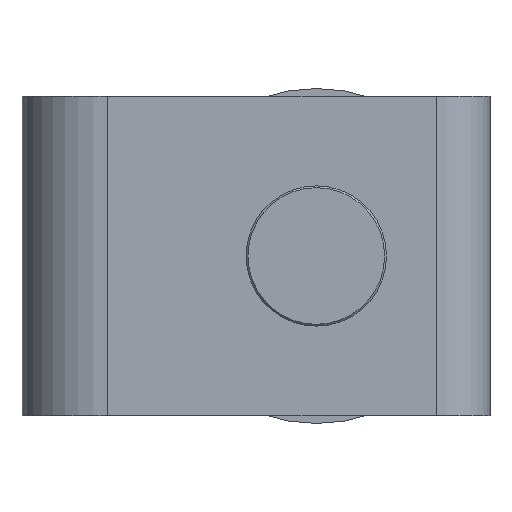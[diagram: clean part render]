
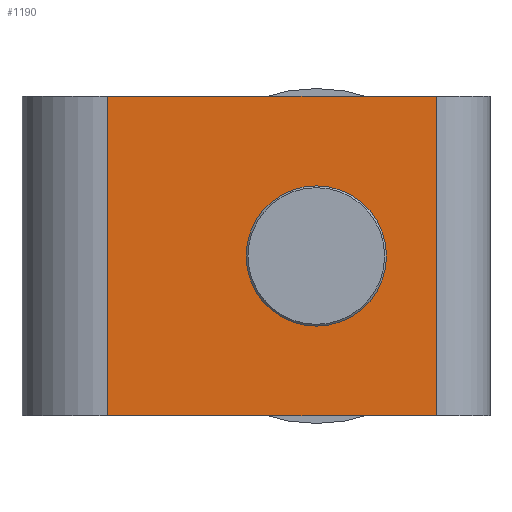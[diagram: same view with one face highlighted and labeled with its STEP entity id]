
A CAD part, front view. The second image highlights one B-rep face of the part: STEP entity #1190.
In plain terms, the highlighted face is planar.
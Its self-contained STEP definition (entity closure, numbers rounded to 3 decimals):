
#68=FACE_BOUND('',#222,.T.);
#93=PLANE('',#1400);
#149=FACE_OUTER_BOUND('',#221,.T.);
#221=EDGE_LOOP('',(#1003,#1004,#1005,#1006));
#222=EDGE_LOOP('',(#1007,#1008));
#298=LINE('',#2005,#391);
#316=LINE('',#2056,#409);
#318=LINE('',#2062,#411);
#322=LINE('',#2074,#415);
#391=VECTOR('',#1634,10.);
#409=VECTOR('',#1690,10.);
#411=VECTOR('',#1696,10.);
#415=VECTOR('',#1712,10.);
#477=CIRCLE('',#1397,4.188);
#478=CIRCLE('',#1398,4.188);
#560=VERTEX_POINT('',#2002);
#561=VERTEX_POINT('',#2004);
#575=VERTEX_POINT('',#2054);
#576=VERTEX_POINT('',#2058);
#578=VERTEX_POINT('',#2066);
#579=VERTEX_POINT('',#2067);
#697=EDGE_CURVE('',#561,#560,#298,.T.);
#723=EDGE_CURVE('',#575,#560,#316,.T.);
#726=EDGE_CURVE('',#561,#576,#318,.T.);
#728=EDGE_CURVE('',#578,#579,#477,.T.);
#729=EDGE_CURVE('',#579,#578,#478,.T.);
#732=EDGE_CURVE('',#576,#575,#322,.T.);
#1003=ORIENTED_EDGE('',*,*,#723,.F.);
#1004=ORIENTED_EDGE('',*,*,#732,.F.);
#1005=ORIENTED_EDGE('',*,*,#726,.F.);
#1006=ORIENTED_EDGE('',*,*,#697,.T.);
#1007=ORIENTED_EDGE('',*,*,#728,.T.);
#1008=ORIENTED_EDGE('',*,*,#729,.T.);
#1190=ADVANCED_FACE('',(#149,#68),#93,.T.);
#1397=AXIS2_PLACEMENT_3D('',#2068,#1702,#1703);
#1398=AXIS2_PLACEMENT_3D('',#2069,#1704,#1705);
#1400=AXIS2_PLACEMENT_3D('',#2073,#1710,#1711);
#1634=DIRECTION('',(-1.,0.,0.));
#1690=DIRECTION('',(0.,0.,-1.));
#1696=DIRECTION('',(0.,0.,1.));
#1702=DIRECTION('center_axis',(0.,-1.,0.));
#1703=DIRECTION('ref_axis',(1.,0.,0.));
#1704=DIRECTION('center_axis',(0.,-1.,0.));
#1705=DIRECTION('ref_axis',(1.,0.,0.));
#1710=DIRECTION('center_axis',(0.,1.,0.));
#1711=DIRECTION('ref_axis',(-1.,0.,0.));
#1712=DIRECTION('',(-1.,0.,0.));
#2002=CARTESIAN_POINT('',(-22.84,23.54,0.));
#2004=CARTESIAN_POINT('',(-3.2,23.54,0.));
#2005=CARTESIAN_POINT('',(0.,23.54,0.));
#2054=CARTESIAN_POINT('',(-22.84,23.54,19.1));
#2056=CARTESIAN_POINT('',(-22.84,23.54,0.));
#2058=CARTESIAN_POINT('',(-3.2,23.54,19.1));
#2062=CARTESIAN_POINT('',(-3.2,23.54,0.));
#2066=CARTESIAN_POINT('',(-6.182,23.54,9.55));
#2067=CARTESIAN_POINT('',(-14.558,23.54,9.55));
#2068=CARTESIAN_POINT('Origin',(-10.37,23.54,9.55));
#2069=CARTESIAN_POINT('Origin',(-10.37,23.54,9.55));
#2073=CARTESIAN_POINT('Origin',(0.,23.54,0.));
#2074=CARTESIAN_POINT('',(0.,23.54,19.1));
